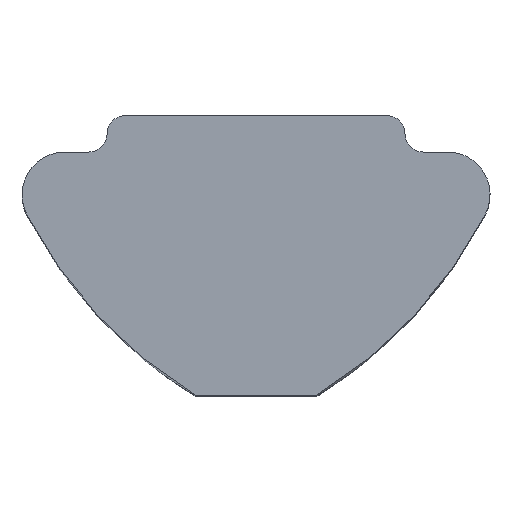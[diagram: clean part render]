
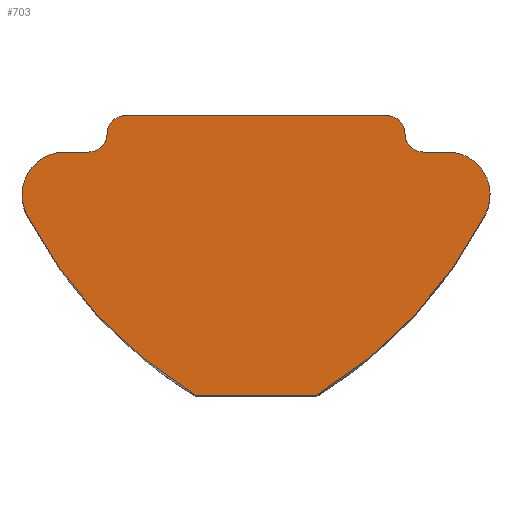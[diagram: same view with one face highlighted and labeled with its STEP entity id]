
A CAD part, top view. The second image highlights one B-rep face of the part: STEP entity #703.
In plain terms, the highlighted planar face has unit normal (0, 0, 1).
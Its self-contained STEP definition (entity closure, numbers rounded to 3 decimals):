
#1 = CIRCLE ( 'NONE', #215, 0.3 ) ;
#10 = EDGE_CURVE ( 'NONE', #330, #410, #1, .T. ) ;
#13 = EDGE_CURVE ( 'NONE', #410, #315, #204, .T. ) ;
#14 = CIRCLE ( 'NONE', #525, 0.7 ) ;
#16 = CARTESIAN_POINT ( 'NONE',  ( -2.45, 0., 12. ) ) ;
#20 = EDGE_CURVE ( 'NONE', #134, #386, #889, .T. ) ;
#30 = DIRECTION ( 'NONE',  ( 0., 0., 1. ) ) ;
#35 = EDGE_CURVE ( 'NONE', #421, #910, #811, .T. ) ;
#43 = DIRECTION ( 'NONE',  ( 1., 0., 0. ) ) ;
#54 = VECTOR ( 'NONE', #554, 1000. ) ;
#59 = EDGE_CURVE ( 'NONE', #910, #242, #91, .T. ) ;
#70 = AXIS2_PLACEMENT_3D ( 'NONE', #628, #201, #692 ) ;
#90 = CARTESIAN_POINT ( 'NONE',  ( -2.899, 1.807, 12. ) ) ;
#91 = CIRCLE ( 'NONE', #602, 0.3 ) ;
#109 = CARTESIAN_POINT ( 'NONE',  ( -2.15, 0., 12. ) ) ;
#119 = LINE ( 'NONE', #309, #816 ) ;
#134 = VERTEX_POINT ( 'NONE', #793 ) ;
#136 = DIRECTION ( 'NONE',  ( 0., 0., -1. ) ) ;
#151 = PLANE ( 'NONE',  #404 ) ;
#152 = DIRECTION ( 'NONE',  ( 0., 0., 1. ) ) ;
#156 = DIRECTION ( 'NONE',  ( -1., 0., 0. ) ) ;
#159 = ORIENTED_EDGE ( 'NONE', *, *, #283, .T. ) ;
#175 = DIRECTION ( 'NONE',  ( -1., 0., 0. ) ) ;
#185 = ORIENTED_EDGE ( 'NONE', *, *, #453, .T. ) ;
#200 = CARTESIAN_POINT ( 'NONE',  ( 2.75, -0.3, 12. ) ) ;
#201 = DIRECTION ( 'NONE',  ( 0., 0., 1. ) ) ;
#203 = CARTESIAN_POINT ( 'NONE',  ( 1., -4.6, 12. ) ) ;
#204 = CIRCLE ( 'NONE', #250, 0.3 ) ;
#215 = AXIS2_PLACEMENT_3D ( 'NONE', #200, #691, #274 ) ;
#218 = CARTESIAN_POINT ( 'NONE',  ( 1., -4.6, 12. ) ) ;
#220 = CARTESIAN_POINT ( 'NONE',  ( 3.773, -1.62, 12. ) ) ;
#221 = EDGE_CURVE ( 'NONE', #304, #330, #630, .T. ) ;
#224 = DIRECTION ( 'NONE',  ( -1., 0., 0. ) ) ;
#231 = VERTEX_POINT ( 'NONE', #220 ) ;
#239 = DIRECTION ( 'NONE',  ( 1., 0., 0. ) ) ;
#242 = VERTEX_POINT ( 'NONE', #413 ) ;
#250 = AXIS2_PLACEMENT_3D ( 'NONE', #415, #886, #481 ) ;
#255 = CARTESIAN_POINT ( 'NONE',  ( 3.15, -0.6, 12. ) ) ;
#262 = CIRCLE ( 'NONE', #594, 7.5 ) ;
#274 = DIRECTION ( 'NONE',  ( -1., 0., 0. ) ) ;
#278 = DIRECTION ( 'NONE',  ( 0., 0., 1. ) ) ;
#283 = EDGE_CURVE ( 'NONE', #833, #845, #762, .T. ) ;
#291 = ORIENTED_EDGE ( 'NONE', *, *, #13, .T. ) ;
#304 = VERTEX_POINT ( 'NONE', #255 ) ;
#309 = CARTESIAN_POINT ( 'NONE',  ( -2.45, -0.6, 12. ) ) ;
#315 = VERTEX_POINT ( 'NONE', #614 ) ;
#326 = EDGE_CURVE ( 'NONE', #386, #833, #560, .T. ) ;
#329 = VERTEX_POINT ( 'NONE', #680 ) ;
#330 = VERTEX_POINT ( 'NONE', #514 ) ;
#344 = CARTESIAN_POINT ( 'NONE',  ( 2.899, 1.807, 12. ) ) ;
#346 = EDGE_CURVE ( 'NONE', #315, #421, #891, .T. ) ;
#364 = ORIENTED_EDGE ( 'NONE', *, *, #35, .T. ) ;
#380 = ORIENTED_EDGE ( 'NONE', *, *, #570, .T. ) ;
#386 = VERTEX_POINT ( 'NONE', #523 ) ;
#396 = EDGE_CURVE ( 'NONE', #242, #329, #119, .T. ) ;
#404 = AXIS2_PLACEMENT_3D ( 'NONE', #499, #911, #224 ) ;
#410 = VERTEX_POINT ( 'NONE', #732 ) ;
#413 = CARTESIAN_POINT ( 'NONE',  ( -2.75, -0.6, 12. ) ) ;
#415 = CARTESIAN_POINT ( 'NONE',  ( 2.15, -0.3, 12. ) ) ;
#421 = VERTEX_POINT ( 'NONE', #109 ) ;
#422 = ORIENTED_EDGE ( 'NONE', *, *, #221, .T. ) ;
#426 = EDGE_CURVE ( 'NONE', #231, #304, #640, .T. ) ;
#430 = EDGE_LOOP ( 'NONE', ( #422, #510, #291, #599, #364, #788, #820, #380, #573, #699, #159, #185, #798 ) ) ;
#432 = CARTESIAN_POINT ( 'NONE',  ( 2.45, -0.6, 12. ) ) ;
#453 = EDGE_CURVE ( 'NONE', #845, #231, #262, .T. ) ;
#457 = FACE_OUTER_BOUND ( 'NONE', #430, .T. ) ;
#463 = CARTESIAN_POINT ( 'NONE',  ( -3.15, -1.3, 12. ) ) ;
#481 = DIRECTION ( 'NONE',  ( -1., 0., 0. ) ) ;
#496 = DIRECTION ( 'NONE',  ( -1., 0., 0. ) ) ;
#499 = CARTESIAN_POINT ( 'NONE',  ( 3.15, -1.3, 12. ) ) ;
#510 = ORIENTED_EDGE ( 'NONE', *, *, #10, .T. ) ;
#514 = CARTESIAN_POINT ( 'NONE',  ( 2.75, -0.6, 12. ) ) ;
#523 = CARTESIAN_POINT ( 'NONE',  ( -3.773, -1.62, 12. ) ) ;
#525 = AXIS2_PLACEMENT_3D ( 'NONE', #463, #30, #529 ) ;
#529 = DIRECTION ( 'NONE',  ( 1., 0., 0. ) ) ;
#554 = DIRECTION ( 'NONE',  ( 1., 0., 0. ) ) ;
#557 = CARTESIAN_POINT ( 'NONE',  ( -2.75, -0.3, 12. ) ) ;
#560 = CIRCLE ( 'NONE', #695, 7.5 ) ;
#570 = EDGE_CURVE ( 'NONE', #329, #134, #14, .T. ) ;
#573 = ORIENTED_EDGE ( 'NONE', *, *, #20, .T. ) ;
#577 = CARTESIAN_POINT ( 'NONE',  ( 3.15, -1.3, 12. ) ) ;
#587 = DIRECTION ( 'NONE',  ( 0., 0., 1. ) ) ;
#594 = AXIS2_PLACEMENT_3D ( 'NONE', #90, #587, #156 ) ;
#598 = DIRECTION ( 'NONE',  ( -1., 0., 0. ) ) ;
#599 = ORIENTED_EDGE ( 'NONE', *, *, #346, .T. ) ;
#600 = AXIS2_PLACEMENT_3D ( 'NONE', #577, #152, #655 ) ;
#602 = AXIS2_PLACEMENT_3D ( 'NONE', #557, #136, #634 ) ;
#607 = VECTOR ( 'NONE', #496, 1000. ) ;
#614 = CARTESIAN_POINT ( 'NONE',  ( 2.15, 0., 12. ) ) ;
#628 = CARTESIAN_POINT ( 'NONE',  ( -2.15, -0.3, 12. ) ) ;
#630 = LINE ( 'NONE', #432, #607 ) ;
#634 = DIRECTION ( 'NONE',  ( -1., 0., 0. ) ) ;
#640 = CIRCLE ( 'NONE', #600, 0.7 ) ;
#655 = DIRECTION ( 'NONE',  ( -1., 0., 0. ) ) ;
#669 = DIRECTION ( 'NONE',  ( 0., 0., 1. ) ) ;
#671 = AXIS2_PLACEMENT_3D ( 'NONE', #694, #278, #43 ) ;
#680 = CARTESIAN_POINT ( 'NONE',  ( -3.15, -0.6, 12. ) ) ;
#691 = DIRECTION ( 'NONE',  ( 0., 0., -1. ) ) ;
#692 = DIRECTION ( 'NONE',  ( -1., 0., 0. ) ) ;
#694 = CARTESIAN_POINT ( 'NONE',  ( -3.15, -1.3, 12. ) ) ;
#695 = AXIS2_PLACEMENT_3D ( 'NONE', #344, #669, #239 ) ;
#699 = ORIENTED_EDGE ( 'NONE', *, *, #326, .T. ) ;
#703 = ADVANCED_FACE ( 'NONE', ( #457 ), #151, .F. ) ;
#732 = CARTESIAN_POINT ( 'NONE',  ( 2.45, -0.3, 12. ) ) ;
#745 = CARTESIAN_POINT ( 'NONE',  ( -2.45, -0.3, 12. ) ) ;
#762 = LINE ( 'NONE', #203, #54 ) ;
#788 = ORIENTED_EDGE ( 'NONE', *, *, #59, .T. ) ;
#790 = CARTESIAN_POINT ( 'NONE',  ( -1., -4.6, 12. ) ) ;
#793 = CARTESIAN_POINT ( 'NONE',  ( -3.85, -1.3, 12. ) ) ;
#798 = ORIENTED_EDGE ( 'NONE', *, *, #426, .T. ) ;
#811 = CIRCLE ( 'NONE', #70, 0.3 ) ;
#816 = VECTOR ( 'NONE', #175, 1000. ) ;
#820 = ORIENTED_EDGE ( 'NONE', *, *, #396, .T. ) ;
#833 = VERTEX_POINT ( 'NONE', #790 ) ;
#836 = VECTOR ( 'NONE', #598, 1000. ) ;
#845 = VERTEX_POINT ( 'NONE', #218 ) ;
#886 = DIRECTION ( 'NONE',  ( 0., 0., 1. ) ) ;
#889 = CIRCLE ( 'NONE', #671, 0.7 ) ;
#891 = LINE ( 'NONE', #16, #836 ) ;
#910 = VERTEX_POINT ( 'NONE', #745 ) ;
#911 = DIRECTION ( 'NONE',  ( 0., 0., -1. ) ) ;
